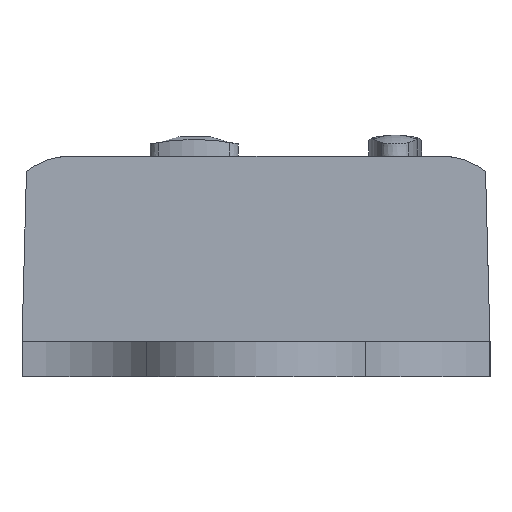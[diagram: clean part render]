
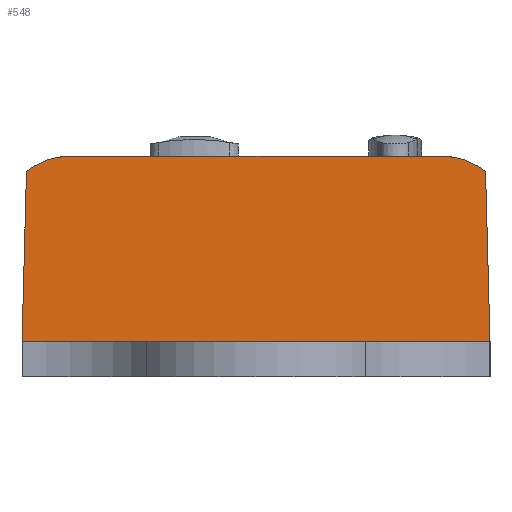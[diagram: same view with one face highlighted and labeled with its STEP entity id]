
A CAD part, left-side view. The second image highlights one B-rep face of the part: STEP entity #548.
In plain terms, the highlighted planar face has unit normal (-1, 0, 0.026).
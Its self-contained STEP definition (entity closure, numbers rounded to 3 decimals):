
#489=ELLIPSE('',#1457,8.003,8.);
#490=ELLIPSE('',#1458,8.003,8.);
#548=ADVANCED_FACE('',(#632),#607,.T.);
#607=PLANE('',#1459);
#632=FACE_OUTER_BOUND('',#692,.T.);
#692=EDGE_LOOP('',(#802,#803,#804,#805,#806,#807));
#802=ORIENTED_EDGE('',*,*,#1180,.F.);
#803=ORIENTED_EDGE('',*,*,#1181,.T.);
#804=ORIENTED_EDGE('',*,*,#1139,.T.);
#805=ORIENTED_EDGE('',*,*,#1182,.F.);
#806=ORIENTED_EDGE('',*,*,#1175,.T.);
#807=ORIENTED_EDGE('',*,*,#1183,.T.);
#1045=VERTEX_POINT('',#1816);
#1046=VERTEX_POINT('',#1818);
#1077=VERTEX_POINT('',#1884);
#1079=VERTEX_POINT('',#1888);
#1084=VERTEX_POINT('',#1900);
#1085=VERTEX_POINT('',#1901);
#1139=EDGE_CURVE('',#1046,#1045,#1282,.T.);
#1175=EDGE_CURVE('',#1077,#1079,#1303,.T.);
#1180=EDGE_CURVE('',#1084,#1085,#1305,.T.);
#1181=EDGE_CURVE('',#1084,#1046,#1306,.T.);
#1182=EDGE_CURVE('',#1077,#1045,#489,.T.);
#1183=EDGE_CURVE('',#1079,#1085,#490,.T.);
#1282=LINE('',#1817,#1361);
#1303=LINE('',#1889,#1382);
#1305=LINE('',#1899,#1384);
#1306=LINE('',#1902,#1385);
#1361=VECTOR('',#1539,1.);
#1382=VECTOR('',#1594,1.);
#1384=VECTOR('',#1604,1.);
#1385=VECTOR('',#1605,1.);
#1457=AXIS2_PLACEMENT_3D('',#1903,#1606,#1607);
#1458=AXIS2_PLACEMENT_3D('',#1904,#1608,#1609);
#1459=AXIS2_PLACEMENT_3D('',#1905,#1610,#1611);
#1539=DIRECTION('',(0.026,0.026,0.999));
#1594=DIRECTION('',(0.,1.,0.));
#1604=DIRECTION('',(0.026,-0.026,0.999));
#1605=DIRECTION('',(0.,-1.,0.));
#1606=DIRECTION('',(1.,0.,-0.026));
#1607=DIRECTION('',(-0.026,0.,-1.));
#1608=DIRECTION('',(-1.,0.,0.026));
#1609=DIRECTION('',(-0.026,0.,-1.));
#1610=DIRECTION('',(-1.,0.,0.026));
#1611=DIRECTION('',(0.026,0.,1.));
#1816=CARTESIAN_POINT('',(-44.496,-25.996,23.245));
#1817=CARTESIAN_POINT('',(-44.982,-26.482,4.693));
#1818=CARTESIAN_POINT('',(-45.,-26.5,4.));
#1884=CARTESIAN_POINT('',(-44.45,-20.996,25.));
#1888=CARTESIAN_POINT('',(-44.45,20.996,25.));
#1889=CARTESIAN_POINT('',(-44.45,0.,25.));
#1899=CARTESIAN_POINT('',(-44.969,26.469,5.177));
#1900=CARTESIAN_POINT('',(-45.,26.5,4.));
#1901=CARTESIAN_POINT('',(-44.496,25.996,23.245));
#1902=CARTESIAN_POINT('',(-45.,0.,4.));
#1903=CARTESIAN_POINT('',(-44.66,-20.996,17.));
#1904=CARTESIAN_POINT('',(-44.66,20.996,17.));
#1905=CARTESIAN_POINT('',(-45.,0.,4.));
